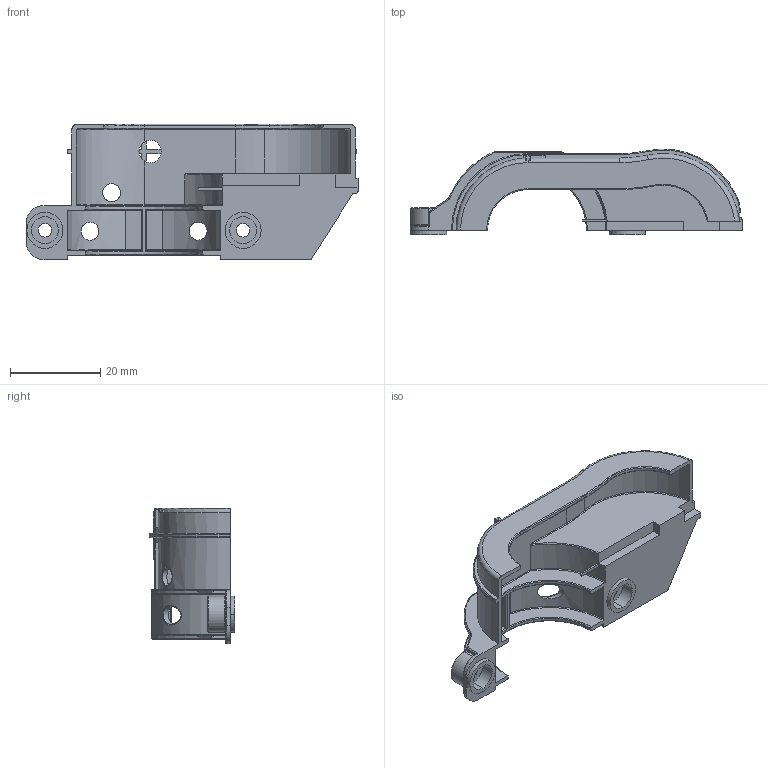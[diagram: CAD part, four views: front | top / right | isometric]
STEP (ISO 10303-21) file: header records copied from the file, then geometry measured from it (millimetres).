
FILE_DESCRIPTION (( 'STEP AP203' ), '1' );
FILE_NAME ('Moby-Capot reducteur-H_Défaut_sldprt.STEP', '2019-11-01T12:17:32', ( '' ), ( '' ), 'SwSTEP 2.0', 'SolidWorks 2017', '' );
FILE_SCHEMA (( 'CONFIG_CONTROL_DESIGN' ));
Length unit declared in the file: millimetre
Products named in the file (1): Moby-Capot reducteur-H_Défaut_sldprt
Bounding box: 73.7 x 18.98 x 30 mm (x, y, z)
Volume: 4289.2 mm3; surface area: 8736.3 mm2
Topology: 1 solids, 1 shells, 368 faces, 970 edges, 598 vertices
Faces by surface type: cylinder 141, plane 116, torus 92, bspline 15, sphere 4
Entity records: 12811 total; most frequent: CARTESIAN_POINT 3524, DIRECTION 2023, ORIENTED_EDGE 1932, EDGE_CURVE 966, AXIS2_PLACEMENT_3D 788, VERTEX_POINT 598, LINE 447, VECTOR 447
